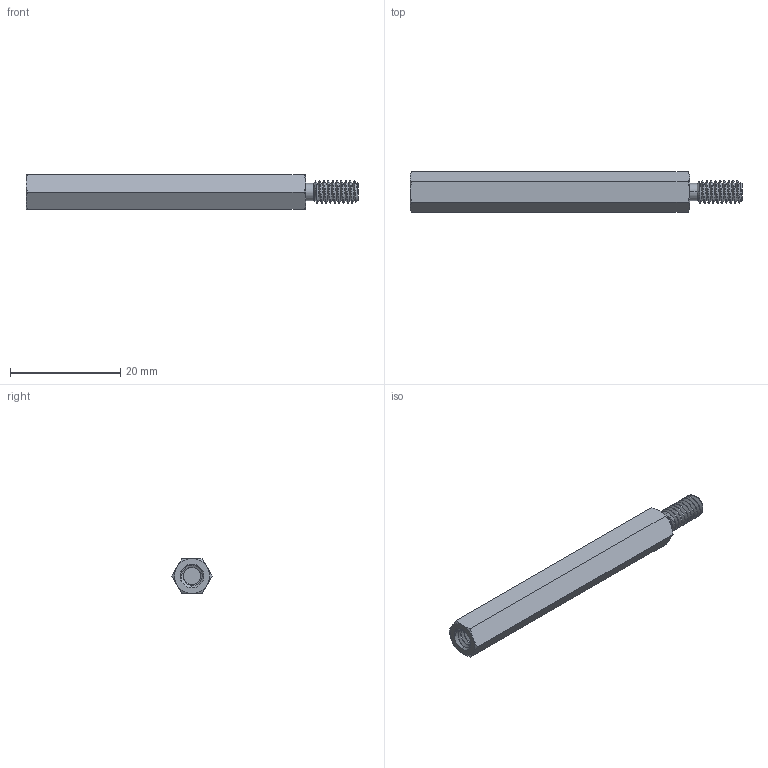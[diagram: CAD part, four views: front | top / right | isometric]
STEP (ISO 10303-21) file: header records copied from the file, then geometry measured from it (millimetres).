
FILE_DESCRIPTION (( 'STEP AP203' ), '1' );
FILE_NAME ('91075A459_Male-Female Threaded Hex Standoff.STEP', '2021-07-10T01:17:07', ( 'Administrator' ), ( 'Managed by Terraform' ), 'SwSTEP 2.0', 'SolidWorks 2017', '' );
FILE_SCHEMA (( 'CONFIG_CONTROL_DESIGN' ));
Length unit declared in the file: inch
Products named in the file (1): 91075A459_Male-Female Threaded Hex Standoff
Bounding box: 60.33 x 7.33 x 6.35 mm (x, y, z)
Volume: 1750.9 mm3; surface area: 1577 mm2
Topology: 1 solids, 1 shells, 85 faces, 226 edges, 145 vertices
Faces by surface type: cylinder 50, cone 18, plane 11, bspline 6
Entity records: 6657 total; most frequent: CARTESIAN_POINT 4838, ORIENTED_EDGE 452, DIRECTION 276, EDGE_CURVE 226, VERTEX_POINT 145, AXIS2_PLACEMENT_3D 106, EDGE_LOOP 87, ADVANCED_FACE 85
